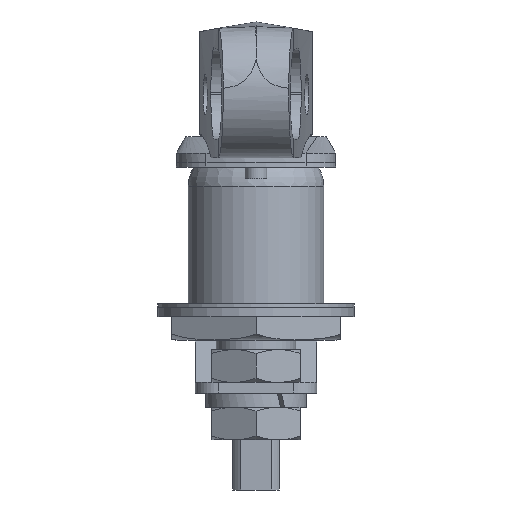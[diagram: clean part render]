
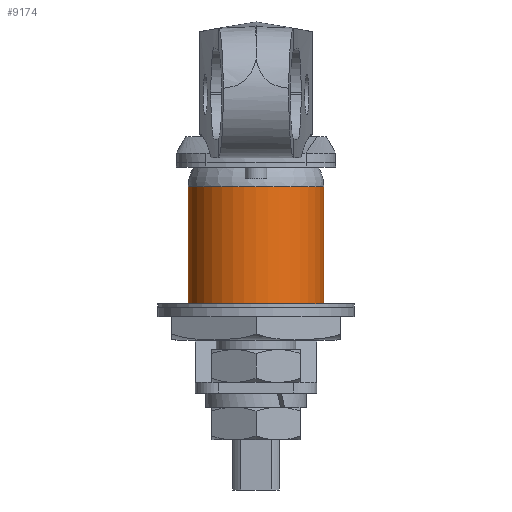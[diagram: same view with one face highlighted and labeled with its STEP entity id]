
A CAD part, front view. The second image highlights one B-rep face of the part: STEP entity #9174.
In plain terms, the highlighted cylindrical face has radius 14.5 mm (diameter 29 mm), a partial arc.
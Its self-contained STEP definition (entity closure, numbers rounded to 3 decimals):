
#195 = DIRECTION ( 'NONE',  ( 0., 0., 1. ) ) ;
#1495 = DIRECTION ( 'NONE',  ( 0., 0., 1. ) ) ;
#2046 = CARTESIAN_POINT ( 'NONE',  ( -14.5, 0., 5.839 ) ) ;
#2322 = CARTESIAN_POINT ( 'NONE',  ( 0., 0., 0. ) ) ;
#2495 = DIRECTION ( 'NONE',  ( 0., 0., 1. ) ) ;
#3005 = VERTEX_POINT ( 'NONE', #6967 ) ;
#3091 = VERTEX_POINT ( 'NONE', #9892 ) ;
#3175 = EDGE_CURVE ( 'NONE', #7852, #3234, #10613, .T. ) ;
#3234 = VERTEX_POINT ( 'NONE', #11052 ) ;
#3593 = CIRCLE ( 'NONE', #11360, 14.5 ) ;
#3701 = DIRECTION ( 'NONE',  ( 1., 0., 0. ) ) ;
#3884 = ORIENTED_EDGE ( 'NONE', *, *, #3175, .T. ) ;
#4205 = CARTESIAN_POINT ( 'NONE',  ( 14.5, 0., -27.786 ) ) ;
#4340 = EDGE_LOOP ( 'NONE', ( #3884, #9806, #9552, #6421 ) ) ;
#4673 = EDGE_CURVE ( 'NONE', #7852, #3005, #5306, .T. ) ;
#4696 = DIRECTION ( 'NONE',  ( 0., 0., 1. ) ) ;
#5306 = LINE ( 'NONE', #7056, #7308 ) ;
#5893 = CYLINDRICAL_SURFACE ( 'NONE', #11743, 14.5 ) ;
#6052 = AXIS2_PLACEMENT_3D ( 'NONE', #7474, #4696, #6548 ) ;
#6311 = FACE_OUTER_BOUND ( 'NONE', #4340, .T. ) ;
#6421 = ORIENTED_EDGE ( 'NONE', *, *, #4673, .F. ) ;
#6422 = CARTESIAN_POINT ( 'NONE',  ( 0., 0., 5.839 ) ) ;
#6548 = DIRECTION ( 'NONE',  ( 1., 0., 0. ) ) ;
#6872 = DIRECTION ( 'NONE',  ( 1., 0., 0. ) ) ;
#6967 = CARTESIAN_POINT ( 'NONE',  ( 14.5, 0., 0. ) ) ;
#7056 = CARTESIAN_POINT ( 'NONE',  ( 14.5, 0., 5.839 ) ) ;
#7308 = VECTOR ( 'NONE', #2495, 1000. ) ;
#7474 = CARTESIAN_POINT ( 'NONE',  ( 0., 0., -27.786 ) ) ;
#7852 = VERTEX_POINT ( 'NONE', #4205 ) ;
#8860 = EDGE_CURVE ( 'NONE', #3005, #3091, #3593, .T. ) ;
#9174 = ADVANCED_FACE ( 'NONE', ( #6311 ), #5893, .T. ) ;
#9179 = DIRECTION ( 'NONE',  ( 0., 0., 1. ) ) ;
#9552 = ORIENTED_EDGE ( 'NONE', *, *, #8860, .F. ) ;
#9806 = ORIENTED_EDGE ( 'NONE', *, *, #10052, .T. ) ;
#9892 = CARTESIAN_POINT ( 'NONE',  ( -14.5, 0., 0. ) ) ;
#10052 = EDGE_CURVE ( 'NONE', #3234, #3091, #11857, .T. ) ;
#10613 = CIRCLE ( 'NONE', #6052, 14.5 ) ;
#11052 = CARTESIAN_POINT ( 'NONE',  ( -14.5, 0., -27.786 ) ) ;
#11360 = AXIS2_PLACEMENT_3D ( 'NONE', #2322, #1495, #6872 ) ;
#11589 = VECTOR ( 'NONE', #195, 1000. ) ;
#11743 = AXIS2_PLACEMENT_3D ( 'NONE', #6422, #9179, #3701 ) ;
#11857 = LINE ( 'NONE', #2046, #11589 ) ;
